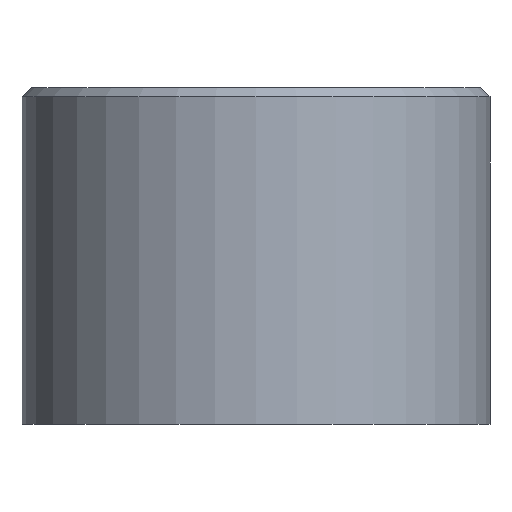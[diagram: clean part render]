
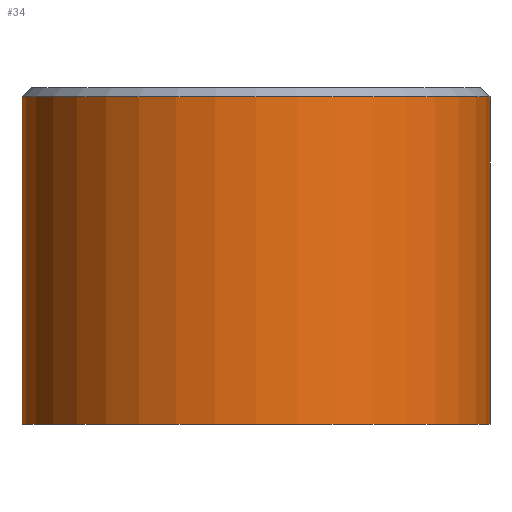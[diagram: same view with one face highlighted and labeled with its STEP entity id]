
A CAD part, front view. The second image highlights one B-rep face of the part: STEP entity #34.
In plain terms, the highlighted cylindrical face has radius 12.5 mm (diameter 25 mm), a partial arc.
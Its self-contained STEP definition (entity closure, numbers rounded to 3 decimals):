
#2 = EDGE_CURVE ( 'NONE', #91, #93, #251, .T. ) ;
#20 = EDGE_LOOP ( 'NONE', ( #46, #54, #52, #22 ) ) ;
#22 = ORIENTED_EDGE ( 'NONE', *, *, #55, .T. ) ;
#34 = ADVANCED_FACE ( 'NONE', ( #259 ), #290, .T. ) ;
#46 = ORIENTED_EDGE ( 'NONE', *, *, #84, .F. ) ;
#51 = EDGE_CURVE ( 'NONE', #82, #91, #202, .T. ) ;
#52 = ORIENTED_EDGE ( 'NONE', *, *, #2, .T. ) ;
#54 = ORIENTED_EDGE ( 'NONE', *, *, #51, .T. ) ;
#55 = EDGE_CURVE ( 'NONE', #93, #92, #207, .T. ) ;
#82 = VERTEX_POINT ( 'NONE', #119 ) ;
#84 = EDGE_CURVE ( 'NONE', #82, #92, #115, .T. ) ;
#91 = VERTEX_POINT ( 'NONE', #110 ) ;
#92 = VERTEX_POINT ( 'NONE', #126 ) ;
#93 = VERTEX_POINT ( 'NONE', #158 ) ;
#110 = CARTESIAN_POINT ( 'NONE',  ( 12.5, 0., -18. ) ) ;
#112 = DIRECTION ( 'NONE',  ( 0., 0., 1. ) ) ;
#113 = VECTOR ( 'NONE', #112, 1000. ) ;
#114 = CARTESIAN_POINT ( 'NONE',  ( -12.5, 0., -18. ) ) ;
#115 = LINE ( 'NONE', #114, #113 ) ;
#119 = CARTESIAN_POINT ( 'NONE',  ( -12.5, 0., -18. ) ) ;
#126 = CARTESIAN_POINT ( 'NONE',  ( -12.5, 0., -0.5 ) ) ;
#158 = CARTESIAN_POINT ( 'NONE',  ( 12.5, 0., -0.5 ) ) ;
#202 = CIRCLE ( 'NONE', #294, 12.5 ) ;
#207 = CIRCLE ( 'NONE', #298, 12.5 ) ;
#209 = CARTESIAN_POINT ( 'NONE',  ( 0., 0., -18. ) ) ;
#243 = DIRECTION ( 'NONE',  ( 0., 0., 1. ) ) ;
#244 = VECTOR ( 'NONE', #243, 1000. ) ;
#245 = CARTESIAN_POINT ( 'NONE',  ( 12.5, 0., -18. ) ) ;
#251 = LINE ( 'NONE', #245, #244 ) ;
#259 = FACE_OUTER_BOUND ( 'NONE', #20, .T. ) ;
#270 = CARTESIAN_POINT ( 'NONE',  ( 0., 0., -18. ) ) ;
#286 = DIRECTION ( 'NONE',  ( 1., 0., 0. ) ) ;
#287 = DIRECTION ( 'NONE',  ( 0., 0., 1. ) ) ;
#289 = AXIS2_PLACEMENT_3D ( 'NONE', #270, #287, #286 ) ;
#290 = CYLINDRICAL_SURFACE ( 'NONE', #289, 12.5 ) ;
#294 = AXIS2_PLACEMENT_3D ( 'NONE', #209, #302, #301 ) ;
#295 = DIRECTION ( 'NONE',  ( 1., 0., 0. ) ) ;
#296 = DIRECTION ( 'NONE',  ( 0., 0., -1. ) ) ;
#297 = CARTESIAN_POINT ( 'NONE',  ( 0., 0., -0.5 ) ) ;
#298 = AXIS2_PLACEMENT_3D ( 'NONE', #297, #296, #295 ) ;
#301 = DIRECTION ( 'NONE',  ( 1., 0., 0. ) ) ;
#302 = DIRECTION ( 'NONE',  ( 0., 0., 1. ) ) ;
